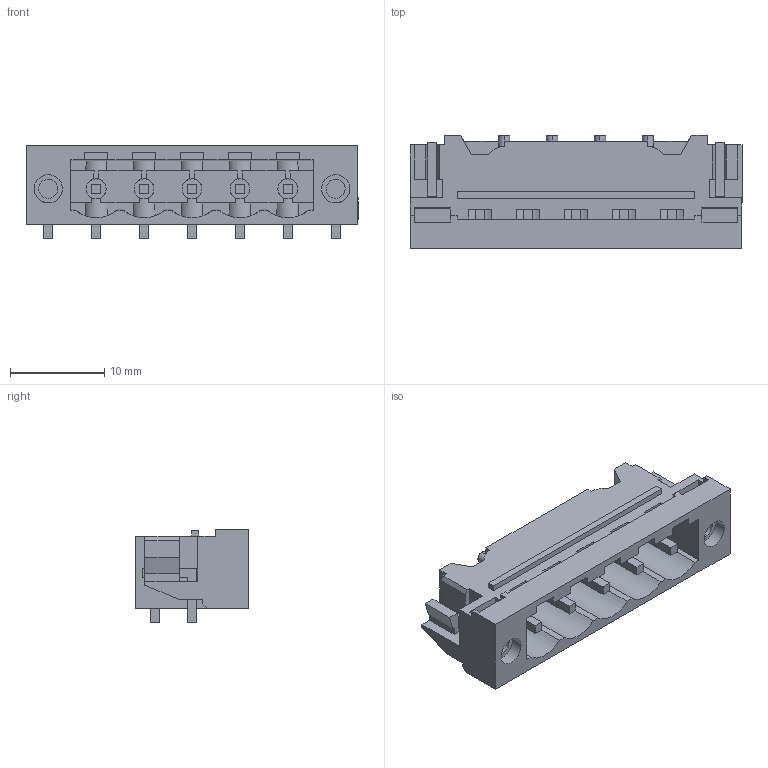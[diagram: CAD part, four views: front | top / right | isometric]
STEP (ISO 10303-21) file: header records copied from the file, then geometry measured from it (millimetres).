
FILE_DESCRIPTION(('CATIA V5 STEP Exchange','CAx-IF Rec.Pracs.--- Model Styling and Organization---1.4--- 2014-01-23'),'2;1');
FILE_NAME ('D1455876_0_1775264001_1775264001.stp','2019-01-09T12:23:46+00:00',('none'),('Weidmueller'),'CATIA Version 5-6 Release 2016 SP3 HF44','CATIA V5 STEP AP214','none');
FILE_SCHEMA(('AUTOMOTIVE_DESIGN { 1 0 10303 214 1 1 1 1 }'));
Length unit declared in the file: millimetre
Products named in the file (1): 1775264001
Bounding box: 35.2 x 12 x 9.93 mm (x, y, z)
Volume: 1443.7 mm3; surface area: 3033.8 mm2
Topology: 8 solids, 8 shells, 394 faces, 1204 edges, 820 vertices
Faces by surface type: plane 333, cylinder 55, extrusion 6
Entity records: 13472 total; most frequent: CARTESIAN_POINT 2866, ORIENTED_EDGE 2408, DIRECTION 1672, EDGE_CURVE 1204, VECTOR 989, LINE 983, VERTEX_POINT 820, EDGE_LOOP 416
